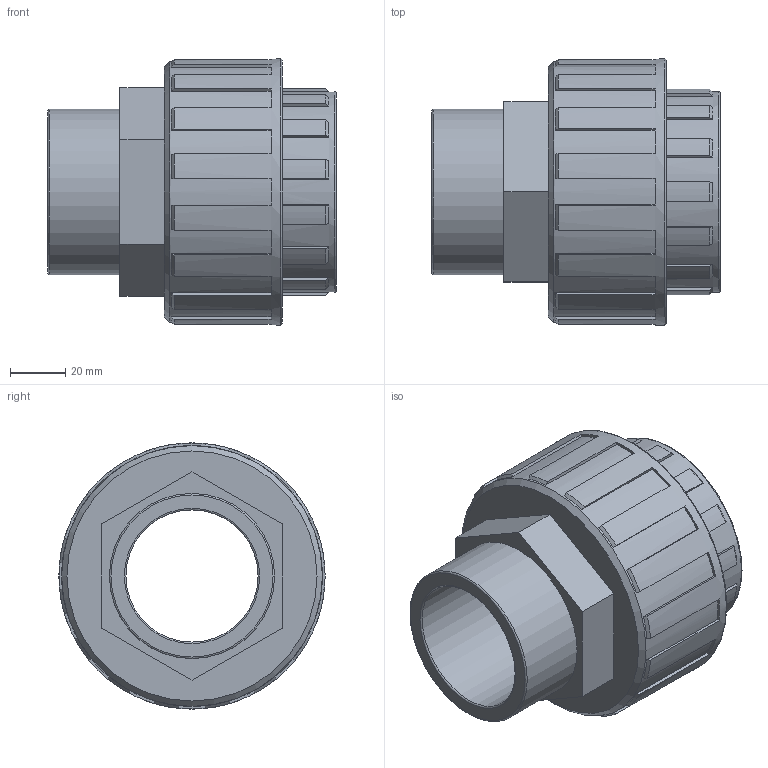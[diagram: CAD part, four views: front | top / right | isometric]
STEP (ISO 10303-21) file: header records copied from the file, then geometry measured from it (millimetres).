
FILE_DESCRIPTION(/* description */ ('PLASSON UNION F. THREAD-M.THREAD 2'''' x 2'''''),/* implementation_level */ '2;1');
FILE_NAME(/* name */ '050804020.ipt.stp',/* time_stamp */ '2017-12-07T15:58:53+02:00',/* author */ ('KIM'),/* organization */ (''),/* preprocessor_version */ 'ST-DEVELOPER v15.6',/* originating_system */ 'Autodesk Inventor 2015',/* authorisation */ '');
FILE_SCHEMA (('AUTOMOTIVE_DESIGN { 1 0 10303 214 3 1 1 }'));
Length unit declared in the file: millimetre
Products named in the file (1): 050804020
Bounding box: 104 x 96 x 96 mm (x, y, z)
Volume: 307289.4 mm3; surface area: 53832.7 mm2
Topology: 1 solids, 1 shells, 148 faces, 414 edges, 274 vertices
Faces by surface type: plane 90, cone 31, cylinder 22, torus 5
Full cylindrical faces by diameter (mm): 47.691 x1, 48.158 x1, 50.99 x1, 56.656 x1, 59.614 x1, 72.52 x1, 94.08 x1, 96 x1
Entity records: 4720 total; most frequent: DIRECTION 834, CARTESIAN_POINT 817, ORIENTED_EDGE 794, EDGE_CURVE 397, AXIS2_PLACEMENT_3D 288, VERTEX_POINT 271, LINE 258, VECTOR 258
